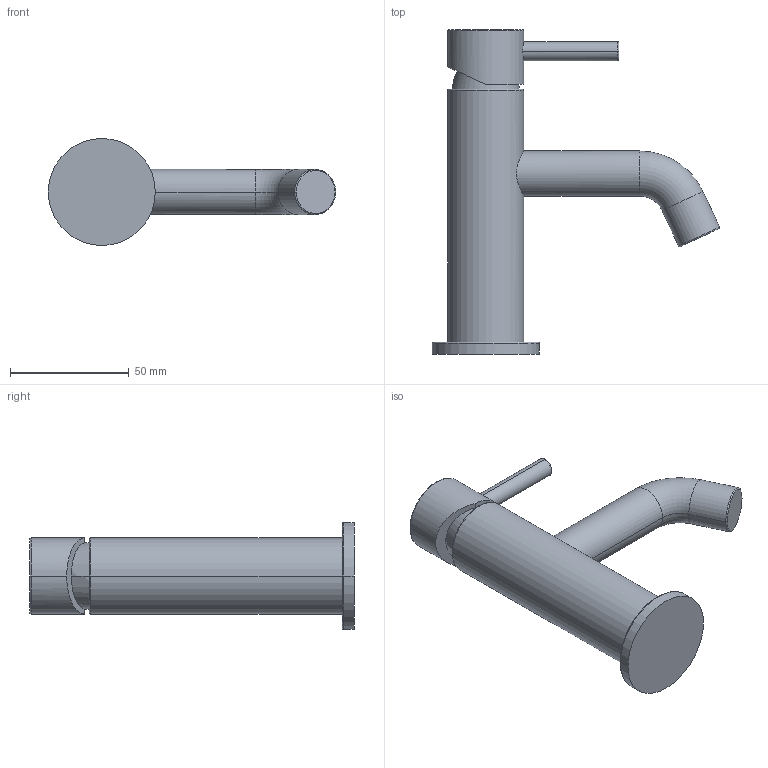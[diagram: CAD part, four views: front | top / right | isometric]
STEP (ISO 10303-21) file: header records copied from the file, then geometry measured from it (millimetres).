
FILE_DESCRIPTION((''),'2;1');
FILE_NAME('025','2019-02-12T',('MQ'),(''),'PRO/ENGINEER BY PARAMETRIC TECHNOLOGY CORPORATION, 2012130','PRO/ENGINEER BY PARAMETRIC TECHNOLOGY CORPORATION, 2012130','');
FILE_SCHEMA(('CONFIG_CONTROL_DESIGN'));
Length unit declared in the file: millimetre
Products named in the file (1): 025
Bounding box: 120.94 x 136.5 x 45 mm (x, y, z)
Volume: 140064.9 mm3; surface area: 23720.9 mm2
Topology: 1 solids, 1 shells, 34 faces, 74 edges, 44 vertices
Faces by surface type: torus 12, cylinder 12, plane 8, bspline 2
Entity records: 1102 total; most frequent: CARTESIAN_POINT 306, DIRECTION 176, ORIENTED_EDGE 148, AXIS2_PLACEMENT_3D 80, EDGE_CURVE 74, CIRCLE 48, VERTEX_POINT 44, EDGE_LOOP 36
